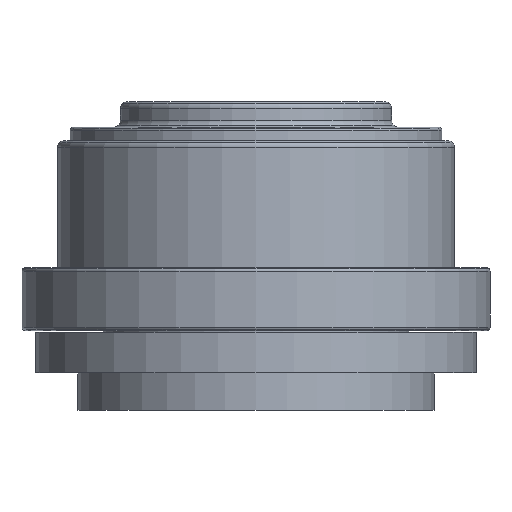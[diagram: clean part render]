
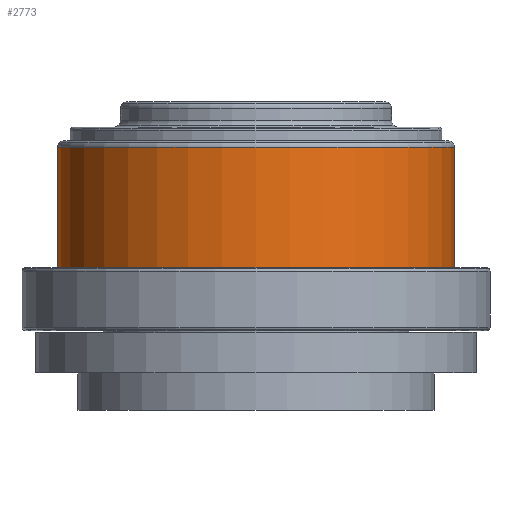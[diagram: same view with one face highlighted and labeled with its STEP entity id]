
A CAD part, front view. The second image highlights one B-rep face of the part: STEP entity #2773.
In plain terms, the highlighted cylindrical face has radius 58.5 mm (diameter 117 mm), a partial arc.
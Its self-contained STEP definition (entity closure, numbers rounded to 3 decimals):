
#110=CARTESIAN_POINT('',(0.,0.,54.));
#111=DIRECTION('',(0.,0.,1.));
#112=DIRECTION('',(-1.,0.,0.));
#113=AXIS2_PLACEMENT_3D('',#110,#111,#112);
#125=DIRECTION('',(0.,0.,-1.));
#126=VECTOR('',#125,35.5);
#127=CARTESIAN_POINT('',(58.5,0.,54.));
#128=LINE('',#127,#126);
#129=DIRECTION('',(0.,0.,-1.));
#130=VECTOR('',#129,35.5);
#131=CARTESIAN_POINT('',(-58.5,0.,54.));
#132=LINE('',#131,#130);
#208=CARTESIAN_POINT('',(0.,0.,18.5));
#209=DIRECTION('',(0.,0.,-1.));
#210=DIRECTION('',(1.,0.,0.));
#211=AXIS2_PLACEMENT_3D('',#208,#209,#210);
#2334=CARTESIAN_POINT('',(58.5,0.,54.));
#2336=VERTEX_POINT('',#2334);
#2340=CARTESIAN_POINT('',(-58.5,0.,54.));
#2341=VERTEX_POINT('',#2340);
#2346=CARTESIAN_POINT('',(-58.5,0.,18.5));
#2347=VERTEX_POINT('',#2346);
#2348=CARTESIAN_POINT('',(58.5,0.,18.5));
#2349=VERTEX_POINT('',#2348);
#2759=CARTESIAN_POINT('',(0.,0.,56.));
#2760=DIRECTION('',(0.,0.,-1.));
#2761=DIRECTION('',(-1.,0.,0.));
#2762=AXIS2_PLACEMENT_3D('',#2759,#2760,#2761);
#2763=CYLINDRICAL_SURFACE('',#2762,58.5);
#2764=ORIENTED_EDGE('',*,*,#2749,.T.);
#2766=ORIENTED_EDGE('',*,*,#2765,.T.);
#2768=ORIENTED_EDGE('',*,*,#2767,.T.);
#2770=ORIENTED_EDGE('',*,*,#2769,.F.);
#2771=EDGE_LOOP('',(#2764,#2766,#2768,#2770));
#2772=FACE_OUTER_BOUND('',#2771,.F.);
#2773=ADVANCED_FACE('',(#2772),#2763,.T.);
#114=CIRCLE('',#113,58.5);
#212=CIRCLE('',#211,58.5);
#2749=EDGE_CURVE('',#2341,#2336,#114,.T.);
#2765=EDGE_CURVE('',#2336,#2349,#128,.T.);
#2767=EDGE_CURVE('',#2349,#2347,#212,.T.);
#2769=EDGE_CURVE('',#2341,#2347,#132,.T.);
